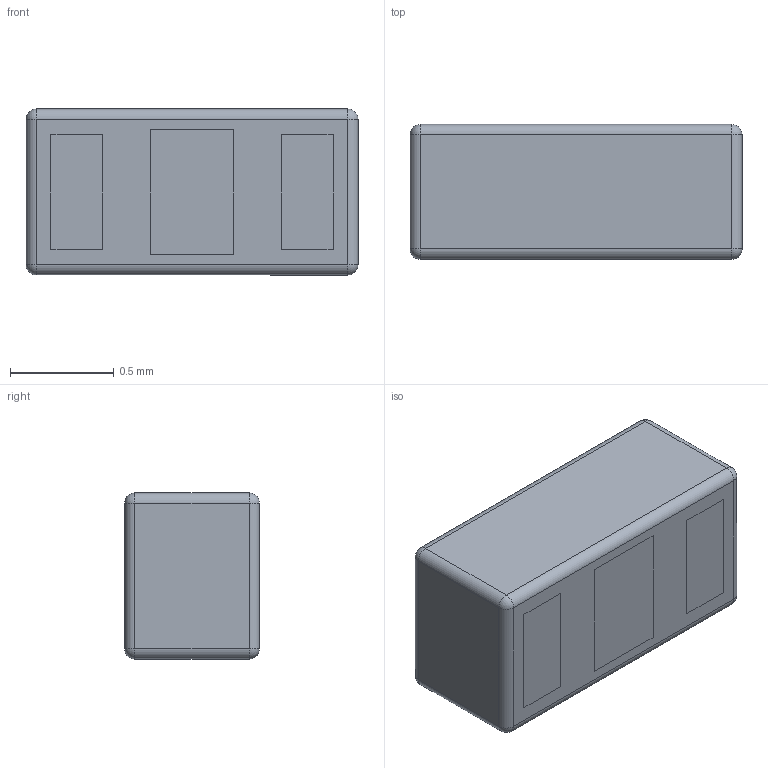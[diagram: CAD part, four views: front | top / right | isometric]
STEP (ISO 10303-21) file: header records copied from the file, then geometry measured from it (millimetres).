
FILE_DESCRIPTION (( 'STEP AP214' ), '1' );
FILE_NAME ('LFB182G45CGFD436.STEP', '2025-07-14T20:55:52', ( '' ), ( '' ), 'SwSTEP 2.0', 'SolidWorks 2021', '' );
FILE_SCHEMA (( 'AUTOMOTIVE_DESIGN' ));
Length unit declared in the file: millimetre
Products named in the file (1): LFB182G45CGFD436
Bounding box: 1.6 x 0.65 x 0.8 mm (x, y, z)
Volume: 0.8 mm3; surface area: 7.6 mm2
Topology: 5 solids, 5 shells, 66 faces, 140 edges, 80 vertices
Faces by surface type: plane 42, cylinder 16, sphere 8
Entity records: 1746 total; most frequent: DIRECTION 298, CARTESIAN_POINT 279, ORIENTED_EDGE 264, EDGE_CURVE 132, LINE 100, VECTOR 100, AXIS2_PLACEMENT_3D 99, VERTEX_POINT 80
